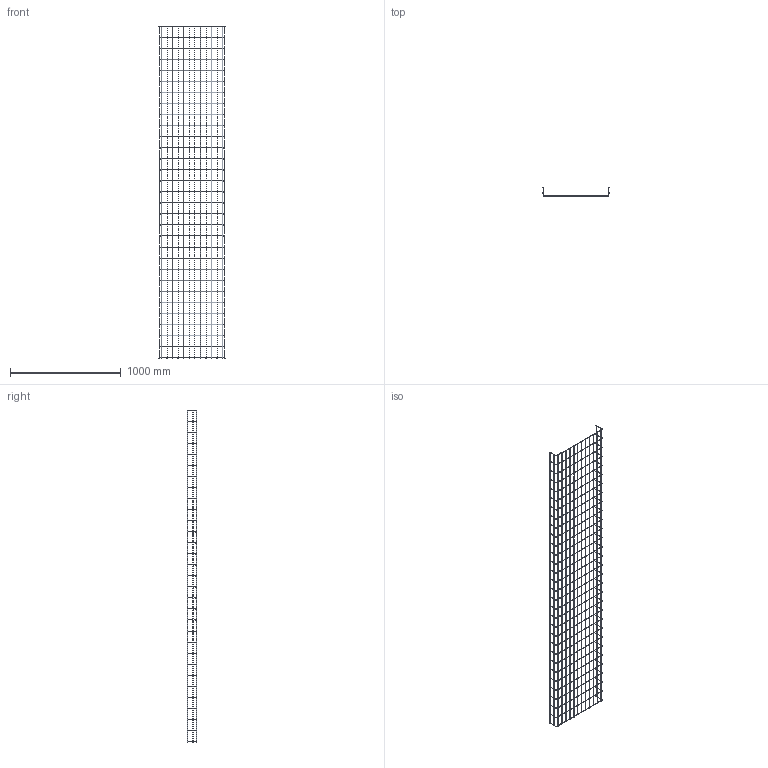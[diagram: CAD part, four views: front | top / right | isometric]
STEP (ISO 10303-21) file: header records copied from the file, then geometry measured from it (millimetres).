
FILE_DESCRIPTION (( 'STEP AP203' ), '1' );
FILE_NAME ('CLWG10-085-600-3-INOX Ëîòîê ïðîâîëî÷íûé 85õ600 INOX.STEP', '2016-02-25T06:26:39', ( '' ), ( '' ), 'SwSTEP 2.0', 'SolidWorks 2014', '' );
FILE_SCHEMA (( 'CONFIG_CONTROL_DESIGN' ));
Length unit declared in the file: millimetre
Products named in the file (1): CLWG10-085-600-3-INOX Ëîòîê ïðîâîëî÷íûé 85õ600 INOX
Bounding box: 599.92 x 84.98 x 3004 mm (x, y, z)
Volume: 892049.7 mm3; surface area: 892024 mm2
Topology: 1 solids, 1 shells, 265 faces, 1166 edges, 871 vertices
Faces by surface type: cylinder 109, plane 94, torus 62
Full cylindrical faces by diameter (mm): 4 x109
Entity records: 20599 total; most frequent: CARTESIAN_POINT 12110, EDGE_LOOP 1428, ORIENTED_EDGE 1428, FACE_BOUND 992, DIRECTION 968, EDGE_CURVE 714, VERTEX_POINT 714, B_SPLINE_CURVE_WITH_KNOTS 496
